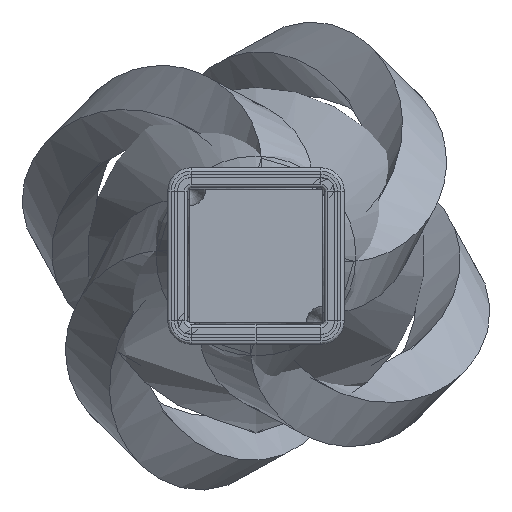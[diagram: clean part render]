
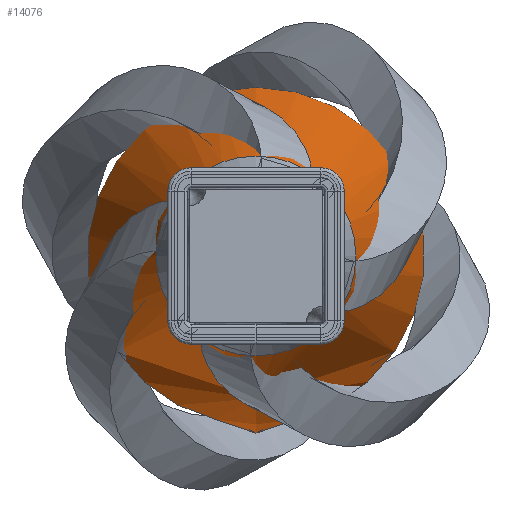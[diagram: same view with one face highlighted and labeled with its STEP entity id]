
A CAD part, front view. The second image highlights one B-rep face of the part: STEP entity #14076.
In plain terms, the highlighted toroidal (fillet/blend) face has major radius 87.505 mm and minor radius 113.987 mm.
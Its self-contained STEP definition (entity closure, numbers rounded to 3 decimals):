
#4033 = CIRCLE ( 'NONE', #8034, 14.931 ) ;
#5408 = EDGE_CURVE ( 'NONE', #6418, #6418, #19043, .T. ) ;
#6290 = ORIENTED_EDGE ( 'NONE', *, *, #27927, .F. ) ;
#6418 = VERTEX_POINT ( 'NONE', #7775 ) ;
#6840 = TOROIDAL_SURFACE ( 'NONE', #7665, -87.505, 113.987 ) ;
#7665 = AXIS2_PLACEMENT_3D ( 'NONE', #27292, #24884, #13737 ) ;
#7775 = CARTESIAN_POINT ( 'NONE',  ( 0., 50., -14.931 ) ) ;
#8034 = AXIS2_PLACEMENT_3D ( 'NONE', #15556, #22132, #26781 ) ;
#11220 = EDGE_LOOP ( 'NONE', ( #6290 ) ) ;
#12475 = CARTESIAN_POINT ( 'NONE',  ( 0., -50., -14.931 ) ) ;
#13737 = DIRECTION ( 'NONE',  ( 0., 0., -1. ) ) ;
#14076 = ADVANCED_FACE ( 'NONE', ( #22164, #14904 ), #6840, .T. ) ;
#14904 = FACE_OUTER_BOUND ( 'NONE', #11220, .T. ) ;
#15556 = CARTESIAN_POINT ( 'NONE',  ( 0., -50., 0. ) ) ;
#17593 = VERTEX_POINT ( 'NONE', #12475 ) ;
#19043 = CIRCLE ( 'NONE', #24993, 14.931 ) ;
#19534 = DIRECTION ( 'NONE',  ( 0., -1., 0. ) ) ;
#22132 = DIRECTION ( 'NONE',  ( 0., -1., 0. ) ) ;
#22164 = FACE_OUTER_BOUND ( 'NONE', #23215, .T. ) ;
#23215 = EDGE_LOOP ( 'NONE', ( #23262 ) ) ;
#23262 = ORIENTED_EDGE ( 'NONE', *, *, #5408, .T. ) ;
#24181 = CARTESIAN_POINT ( 'NONE',  ( 0., 50., 0. ) ) ;
#24884 = DIRECTION ( 'NONE',  ( 0., -1., 0. ) ) ;
#24993 = AXIS2_PLACEMENT_3D ( 'NONE', #24181, #19534, #26217 ) ;
#26217 = DIRECTION ( 'NONE',  ( 0., 0., -1. ) ) ;
#26781 = DIRECTION ( 'NONE',  ( 0., 0., -1. ) ) ;
#27292 = CARTESIAN_POINT ( 'NONE',  ( 0., 0., 0. ) ) ;
#27927 = EDGE_CURVE ( 'NONE', #17593, #17593, #4033, .T. ) ;
